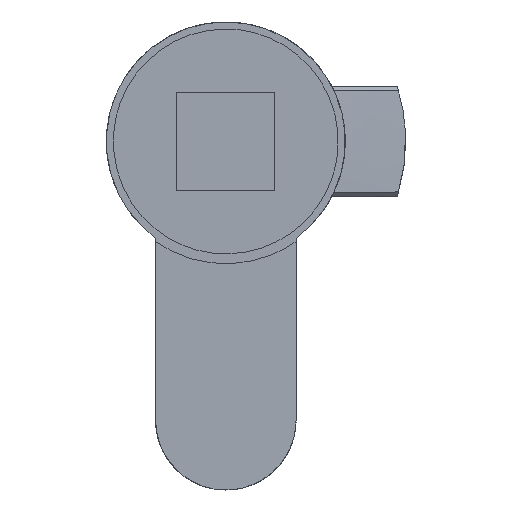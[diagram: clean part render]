
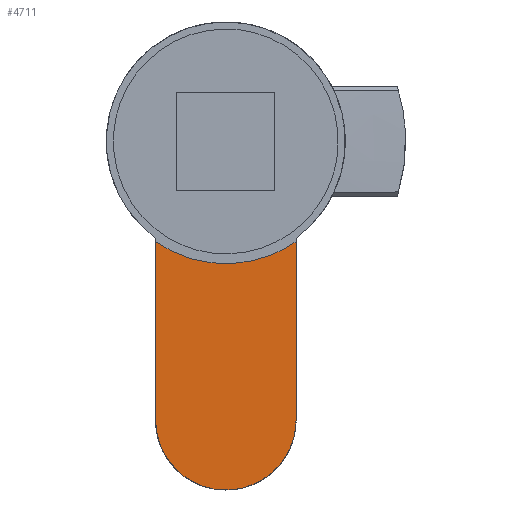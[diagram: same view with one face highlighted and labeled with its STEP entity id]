
A CAD part, front view. The second image highlights one B-rep face of the part: STEP entity #4711.
In plain terms, the highlighted free-form (B-spline) face has degree [1, 1] with [2, 2] control points.
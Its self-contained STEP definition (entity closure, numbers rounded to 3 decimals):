
#4658=CARTESIAN_POINT('',(-5.5,0.55,-25.683));
#4659=CARTESIAN_POINT('',(5.499,0.55,-25.683));
#4660=CARTESIAN_POINT('',(-5.5,0.55,-6.237));
#4661=CARTESIAN_POINT('',(5.499,0.55,-6.237));
#4662=B_SPLINE_SURFACE_WITH_KNOTS('',1,1,((#4658,#4660),(#4659,#4661)),.UNSPECIFIED.,.F.,.F.,.U.,(2,2),(2,2),(0.0,10.999),(0.0,19.447),.UNSPECIFIED.);
#4663=CARTESIAN_POINT('',(-5.,0.55,-19.8));
#4664=VERTEX_POINT('',#4663);
#4665=CARTESIAN_POINT('',(-5.,0.55,-7.12));
#4666=VERTEX_POINT('',#4665);
#4667=CARTESIAN_POINT('',(-5.,0.55,-19.8));
#4668=CARTESIAN_POINT('',(-5.,0.55,-7.12));
#4669=QUASI_UNIFORM_CURVE('',1,(#4667,#4668),.UNSPECIFIED.,.F.,.U.);
#4670=EDGE_CURVE('',#4664,#4666,#4669,.T.);
#4671=ORIENTED_EDGE('',*,*,#4670,.F.);
#4672=CARTESIAN_POINT('',(5.,0.55,-19.8));
#4673=VERTEX_POINT('',#4672);
#4674=CARTESIAN_POINT('',(-5.,0.55,-19.8));
#4675=CARTESIAN_POINT('',(-5.,0.55,-24.8));
#4676=CARTESIAN_POINT('',(0.0,0.55,-24.8));
#4677=CARTESIAN_POINT('',(5.,0.55,-24.8));
#4678=CARTESIAN_POINT('',(5.,0.55,-19.8));
#4686=(BOUNDED_CURVE()B_SPLINE_CURVE(2,(#4674,#4675,#4676,#4677,#4678),.UNSPECIFIED.,.F.,.U.)B_SPLINE_CURVE_WITH_KNOTS((3,2,3),(0.0,0.5,1.0),.UNSPECIFIED.)CURVE()GEOMETRIC_REPRESENTATION_ITEM()RATIONAL_B_SPLINE_CURVE((1.0,0.707,1.0,0.707,1.0))REPRESENTATION_ITEM(''));
#4687=EDGE_CURVE('',#4664,#4673,#4686,.T.);
#4688=ORIENTED_EDGE('',*,*,#4687,.T.);
#4689=CARTESIAN_POINT('',(5.,0.55,-7.12));
#4690=VERTEX_POINT('',#4689);
#4691=CARTESIAN_POINT('',(5.,0.55,-7.12));
#4692=CARTESIAN_POINT('',(5.,0.55,-19.8));
#4693=QUASI_UNIFORM_CURVE('',1,(#4691,#4692),.UNSPECIFIED.,.F.,.U.);
#4694=EDGE_CURVE('',#4690,#4673,#4693,.T.);
#4695=ORIENTED_EDGE('',*,*,#4694,.F.);
#4696=CARTESIAN_POINT('',(-5.,0.55,-7.12));
#4697=CARTESIAN_POINT('',(0.,0.55,-10.631));
#4698=CARTESIAN_POINT('',(5.,0.55,-7.12));
#4706=(BOUNDED_CURVE()B_SPLINE_CURVE(2,(#4696,#4697,#4698),.UNSPECIFIED.,.F.,.U.)CURVE()GEOMETRIC_REPRESENTATION_ITEM()QUASI_UNIFORM_CURVE()RATIONAL_B_SPLINE_CURVE((1.0,0.818,1.0))REPRESENTATION_ITEM(''));
#4707=EDGE_CURVE('',#4666,#4690,#4706,.T.);
#4708=ORIENTED_EDGE('',*,*,#4707,.F.);
#4709=EDGE_LOOP('',(#4671,#4688,#4695,#4708));
#4710=FACE_OUTER_BOUND('',#4709,.T.);
#4711=ADVANCED_FACE('',(#4710),#4662,.T.);
